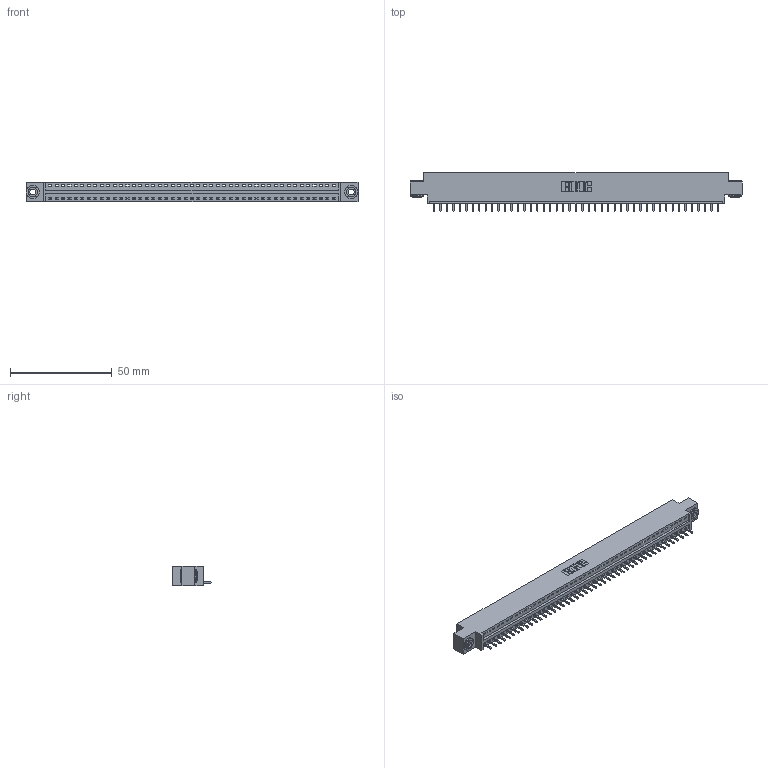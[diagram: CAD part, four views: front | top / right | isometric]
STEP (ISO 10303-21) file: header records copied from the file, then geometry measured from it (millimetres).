
FILE_DESCRIPTION (( 'STEP AP203' ), '1' );
FILE_NAME ('346-045-521-603.STEP', '2022-05-09T18:16:20', ( '' ), ( '' ), 'SwSTEP 2.0', 'SolidWorks 2020', '' );
FILE_SCHEMA (( 'CONFIG_CONTROL_DESIGN' ));
Length unit declared in the file: inch
Products named in the file (4): 345-292-001_345-293-121; 345-250-002_345-250-002-102; 346 Part_0.170 Offset - 0.156 Dia-TH; 346-045-521-603
Assembly tree (48 placements, depth 2):
  346-045-521-603
    346 Part_0.170 Offset - 0.156 Dia-TH
    345-292-001_345-293-121  x45
    345-250-002_345-250-002-102  x2
Bounding box: 163.45 x 19.05 x 9.4 mm (x, y, z)
Volume: 15385 mm3; surface area: 19164.2 mm2
Topology: 48 solids, 48 shells, 2788 faces, 8373 edges, 5518 vertices
Faces by surface type: plane 1904, cylinder 876, cone 8
Entity records: 28740 total; most frequent: CARTESIAN_POINT 4908, ORIENTED_EDGE 4878, DIRECTION 4355, EDGE_CURVE 2439, VECTOR 2103, LINE 2103, VERTEX_POINT 1622, AXIS2_PLACEMENT_3D 1126
